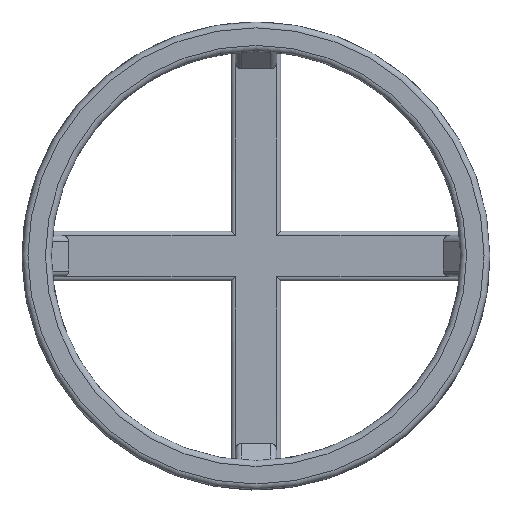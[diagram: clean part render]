
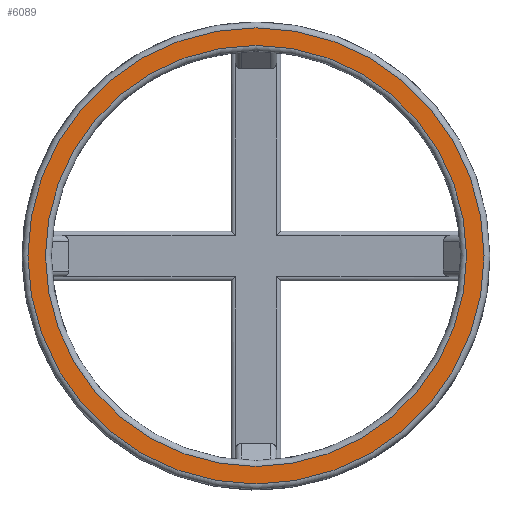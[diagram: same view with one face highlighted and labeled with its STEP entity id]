
A CAD part, top view. The second image highlights one B-rep face of the part: STEP entity #6089.
In plain terms, the highlighted planar face has unit normal (0, 0, 1).
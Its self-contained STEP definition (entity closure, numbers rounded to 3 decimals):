
#1121 = TOROIDAL_SURFACE('',#1122,36.,1.);
#1122 = AXIS2_PLACEMENT_3D('',#1123,#1124,#1125);
#1123 = CARTESIAN_POINT('',(0.,0.,21.));
#1124 = DIRECTION('',(0.,0.,1.));
#1125 = DIRECTION('',(1.,0.,-0.));
#4721 = VERTEX_POINT('',#4722);
#4722 = CARTESIAN_POINT('',(36.,0.,22.));
#4742 = EDGE_CURVE('',#4721,#4721,#4743,.T.);
#4743 = SURFACE_CURVE('',#4744,(#4749,#4756),.PCURVE_S1.);
#4744 = CIRCLE('',#4745,36.);
#4745 = AXIS2_PLACEMENT_3D('',#4746,#4747,#4748);
#4746 = CARTESIAN_POINT('',(0.,0.,22.));
#4747 = DIRECTION('',(0.,0.,1.));
#4748 = DIRECTION('',(1.,0.,-0.));
#4749 = PCURVE('',#1121,#4750);
#4750 = DEFINITIONAL_REPRESENTATION('',(#4751),#4755);
#4751 = LINE('',#4752,#4753);
#4752 = CARTESIAN_POINT('',(0.,1.571));
#4753 = VECTOR('',#4754,1.);
#4754 = DIRECTION('',(1.,0.));
#4755 = ( GEOMETRIC_REPRESENTATION_CONTEXT(2) 
PARAMETRIC_REPRESENTATION_CONTEXT() REPRESENTATION_CONTEXT('2D SPACE',''
  ) );
#4756 = PCURVE('',#4757,#4762);
#4757 = PLANE('',#4758);
#4758 = AXIS2_PLACEMENT_3D('',#4759,#4760,#4761);
#4759 = CARTESIAN_POINT('',(0.,0.,22.)
  );
#4760 = DIRECTION('',(0.,0.,1.));
#4761 = DIRECTION('',(1.,0.,-0.));
#4762 = DEFINITIONAL_REPRESENTATION('',(#4763),#4767);
#4763 = CIRCLE('',#4764,36.);
#4764 = AXIS2_PLACEMENT_2D('',#4765,#4766);
#4765 = CARTESIAN_POINT('',(0.,0.));
#4766 = DIRECTION('',(1.,0.));
#4767 = ( GEOMETRIC_REPRESENTATION_CONTEXT(2) 
PARAMETRIC_REPRESENTATION_CONTEXT() REPRESENTATION_CONTEXT('2D SPACE',''
  ) );
#6089 = ADVANCED_FACE('',(#6090,#6121),#4757,.T.);
#6090 = FACE_BOUND('',#6091,.T.);
#6091 = EDGE_LOOP('',(#6092));
#6092 = ORIENTED_EDGE('',*,*,#6093,.T.);
#6093 = EDGE_CURVE('',#6094,#6094,#6096,.T.);
#6094 = VERTEX_POINT('',#6095);
#6095 = CARTESIAN_POINT('',(39.,0.,22.));
#6096 = SURFACE_CURVE('',#6097,(#6102,#6109),.PCURVE_S1.);
#6097 = CIRCLE('',#6098,39.);
#6098 = AXIS2_PLACEMENT_3D('',#6099,#6100,#6101);
#6099 = CARTESIAN_POINT('',(0.,0.,22.));
#6100 = DIRECTION('',(0.,0.,1.));
#6101 = DIRECTION('',(1.,0.,-0.));
#6102 = PCURVE('',#4757,#6103);
#6103 = DEFINITIONAL_REPRESENTATION('',(#6104),#6108);
#6104 = CIRCLE('',#6105,39.);
#6105 = AXIS2_PLACEMENT_2D('',#6106,#6107);
#6106 = CARTESIAN_POINT('',(0.,0.));
#6107 = DIRECTION('',(1.,0.));
#6108 = ( GEOMETRIC_REPRESENTATION_CONTEXT(2) 
PARAMETRIC_REPRESENTATION_CONTEXT() REPRESENTATION_CONTEXT('2D SPACE',''
  ) );
#6109 = PCURVE('',#6110,#6115);
#6110 = TOROIDAL_SURFACE('',#6111,39.,1.);
#6111 = AXIS2_PLACEMENT_3D('',#6112,#6113,#6114);
#6112 = CARTESIAN_POINT('',(0.,0.,21.));
#6113 = DIRECTION('',(0.,0.,1.));
#6114 = DIRECTION('',(1.,0.,-0.));
#6115 = DEFINITIONAL_REPRESENTATION('',(#6116),#6120);
#6116 = LINE('',#6117,#6118);
#6117 = CARTESIAN_POINT('',(0.,1.571));
#6118 = VECTOR('',#6119,1.);
#6119 = DIRECTION('',(1.,0.));
#6120 = ( GEOMETRIC_REPRESENTATION_CONTEXT(2) 
PARAMETRIC_REPRESENTATION_CONTEXT() REPRESENTATION_CONTEXT('2D SPACE',''
  ) );
#6121 = FACE_BOUND('',#6122,.T.);
#6122 = EDGE_LOOP('',(#6123));
#6123 = ORIENTED_EDGE('',*,*,#4742,.F.);
